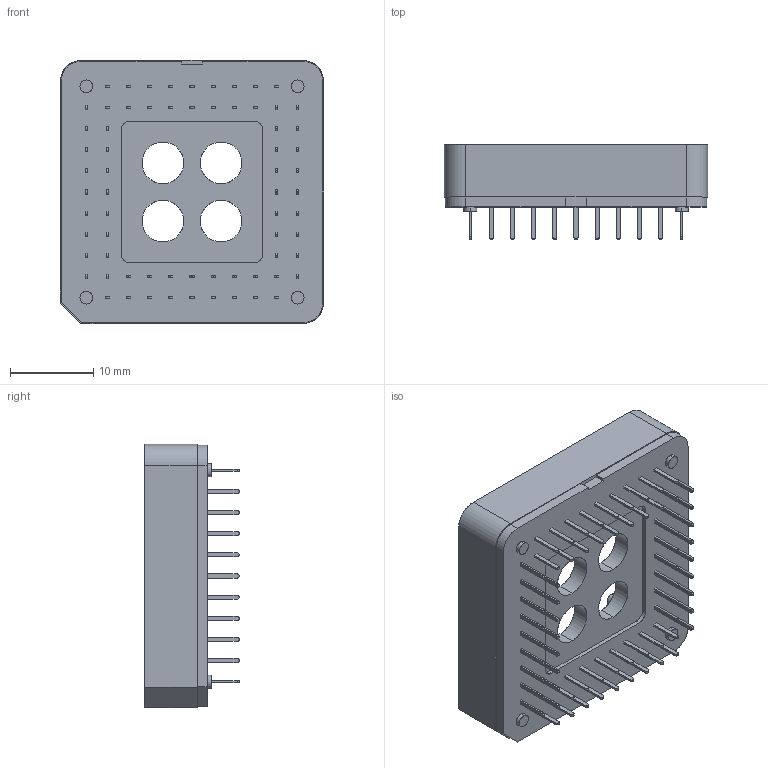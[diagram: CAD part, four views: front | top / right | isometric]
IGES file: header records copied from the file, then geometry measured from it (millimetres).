
Start section: SolidWorks IGES file using analytic representation for surfaces
Global section: file name: CKelleher'PX-68LCC_rA4.IGS; native system: SolidWorks 2014; preprocessor: SolidWorks 2014; author: Ckelleher; date: 160325.140208; units: millimetre
Bounding box: 31.66 x 11.35 x 31.66 mm (x, y, z)
Surface area: 6819.7 mm2 (no closed solid volume)
Topology: 0 solids, 0 shells, 1962 faces, 15622 edges, 15622 vertices
Faces by surface type: bspline 1427, revolution 535
